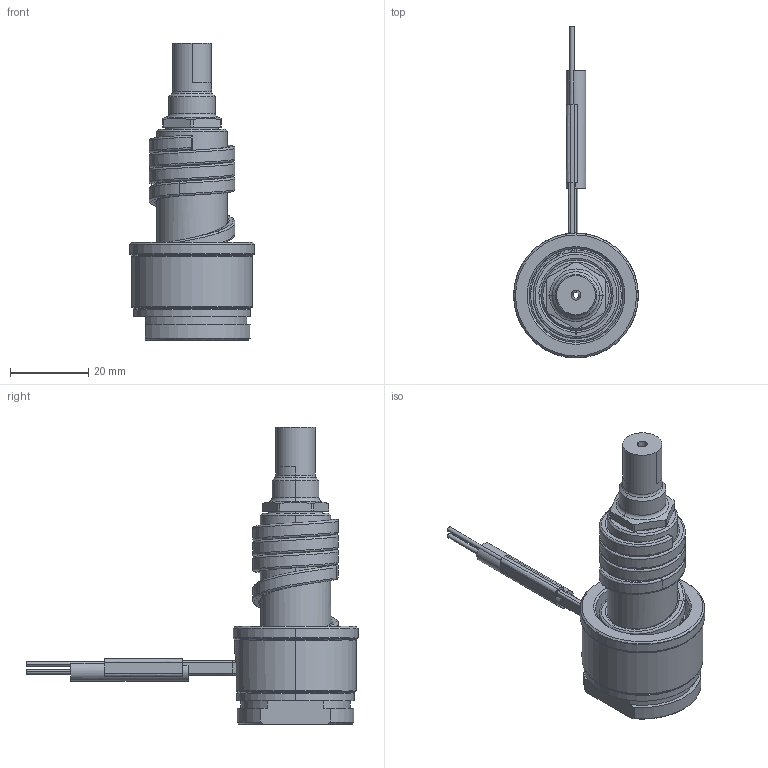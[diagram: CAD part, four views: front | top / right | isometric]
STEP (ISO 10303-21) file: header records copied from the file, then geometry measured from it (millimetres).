
FILE_DESCRIPTION((''),'2;1');
FILE_NAME('SM-66-AEM-H','2016-08-26T',('砐錪賧瘔蠈錪'),('IMID'),'PRO/ENGINEER BY PARAMETRIC TECHNOLOGY CORPORATION, 2015070','PRO/ENGINEER BY PARAMETRIC TECHNOLOGY CORPORATION, 2015070','');
FILE_SCHEMA(('CONFIG_CONTROL_DESIGN'));
Length unit declared in the file: millimetre
Products named in the file (1): SM-66-AEM-H
Bounding box: 32 x 85 x 76.2 mm (x, y, z)
Volume: 26658.7 mm3; surface area: 15793.6 mm2
Topology: 1 solids, 10 shells, 325 faces, 815 edges, 485 vertices
Faces by surface type: cylinder 111, cone 61, bspline 55, plane 48, torus 32, revolution 9, extrusion 7, sphere 2
Entity records: 15480 total; most frequent: CARTESIAN_POINT 7965, ORIENTED_EDGE 1590, DIRECTION 1519, EDGE_CURVE 807, AXIS2_PLACEMENT_3D 618, VERTEX_POINT 485, CIRCLE 363, EDGE_LOOP 348
